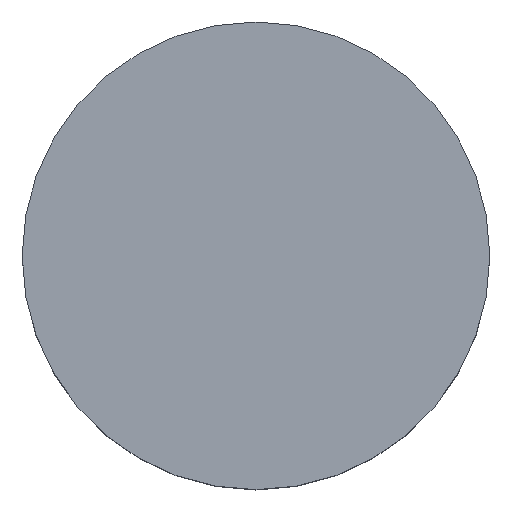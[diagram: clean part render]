
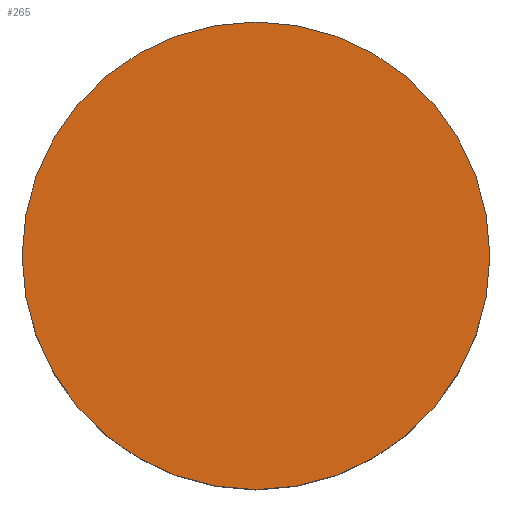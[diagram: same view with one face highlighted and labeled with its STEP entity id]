
A CAD part, top view. The second image highlights one B-rep face of the part: STEP entity #265.
In plain terms, the highlighted planar face has unit normal (0, 0, 1).
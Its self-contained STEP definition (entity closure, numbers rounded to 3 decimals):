
#33 = DIRECTION ( 'NONE',  ( 0., 0., -1. ) ) ;
#35 = DIRECTION ( 'NONE',  ( -1., 0., 0. ) ) ;
#50 = VERTEX_POINT ( 'NONE', #471 ) ;
#73 = EDGE_CURVE ( 'NONE', #347, #50, #427, .T. ) ;
#78 = CARTESIAN_POINT ( 'NONE',  ( 0., 0., 26.081 ) ) ;
#99 = CARTESIAN_POINT ( 'NONE',  ( -10.019, 0., 26.081 ) ) ;
#109 = EDGE_LOOP ( 'NONE', ( #410, #341 ) ) ;
#120 = AXIS2_PLACEMENT_3D ( 'NONE', #490, #599, #494 ) ;
#241 = CARTESIAN_POINT ( 'NONE',  ( 0., 0., 26.081 ) ) ;
#253 = EDGE_CURVE ( 'NONE', #50, #347, #527, .T. ) ;
#265 = ADVANCED_FACE ( 'NONE', ( #611 ), #464, .F. ) ;
#341 = ORIENTED_EDGE ( 'NONE', *, *, #73, .T. ) ;
#347 = VERTEX_POINT ( 'NONE', #99 ) ;
#404 = DIRECTION ( 'NONE',  ( 0., 0., 1. ) ) ;
#410 = ORIENTED_EDGE ( 'NONE', *, *, #253, .T. ) ;
#427 = CIRCLE ( 'NONE', #120, 10.019 ) ;
#464 = PLANE ( 'NONE',  #482 ) ;
#471 = CARTESIAN_POINT ( 'NONE',  ( 10.019, 0., 26.081 ) ) ;
#482 = AXIS2_PLACEMENT_3D ( 'NONE', #78, #33, #35 ) ;
#490 = CARTESIAN_POINT ( 'NONE',  ( 0., 0., 26.081 ) ) ;
#494 = DIRECTION ( 'NONE',  ( 1., 0., 0. ) ) ;
#527 = CIRCLE ( 'NONE', #632, 10.019 ) ;
#599 = DIRECTION ( 'NONE',  ( 0., 0., 1. ) ) ;
#611 = FACE_OUTER_BOUND ( 'NONE', #109, .T. ) ;
#632 = AXIS2_PLACEMENT_3D ( 'NONE', #241, #404, #671 ) ;
#671 = DIRECTION ( 'NONE',  ( 1., 0., 0. ) ) ;
